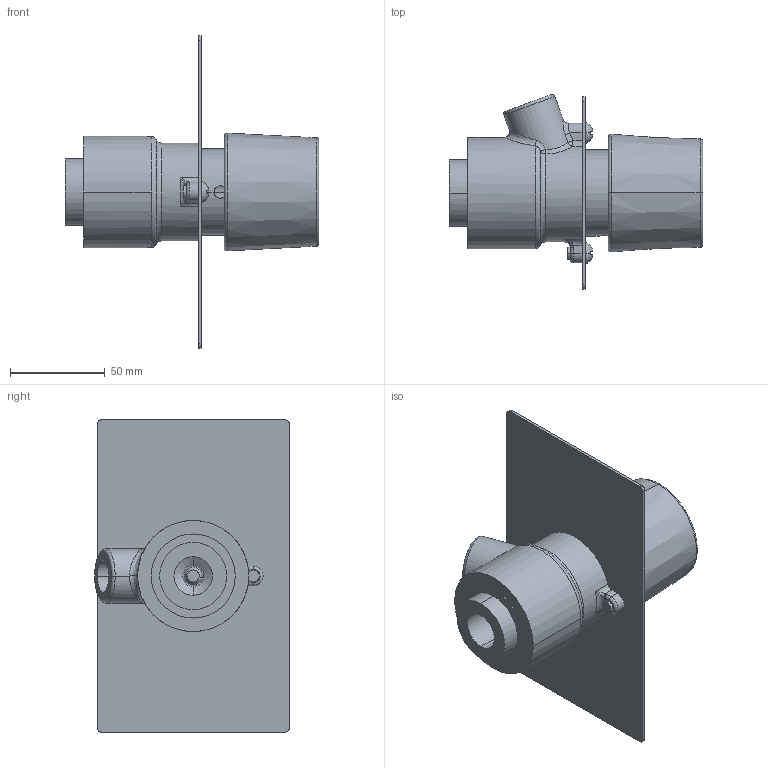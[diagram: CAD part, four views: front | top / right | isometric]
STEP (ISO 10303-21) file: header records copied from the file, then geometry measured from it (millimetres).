
FILE_DESCRIPTION((''),'2;1');
FILE_NAME('C45709_SW0001','2012-01-27T',('jhabe'),(''),'PRO/ENGINEER BY PARAMETRIC TECHNOLOGY CORPORATION, 2011310','PRO/ENGINEER BY PARAMETRIC TECHNOLOGY CORPORATION, 2011310','');
FILE_SCHEMA(('CONFIG_CONTROL_DESIGN'));
Length unit declared in the file: inch
Products named in the file (1): C45709_SW0001
Bounding box: 134.07 x 102.87 x 165.1 mm (x, y, z)
Surface area: 93106 mm2 (no closed solid volume)
Topology: 0 solids, 9 shells, 196 faces, 473 edges, 299 vertices
Faces by surface type: plane 71, cylinder 65, torus 22, cone 18, bspline 12, sphere 8
Entity records: 6566 total; most frequent: CARTESIAN_POINT 1855, DIRECTION 1048, ORIENTED_EDGE 916, EDGE_CURVE 473, AXIS2_PLACEMENT_3D 429, VERTEX_POINT 299, CIRCLE 245, EDGE_LOOP 224
